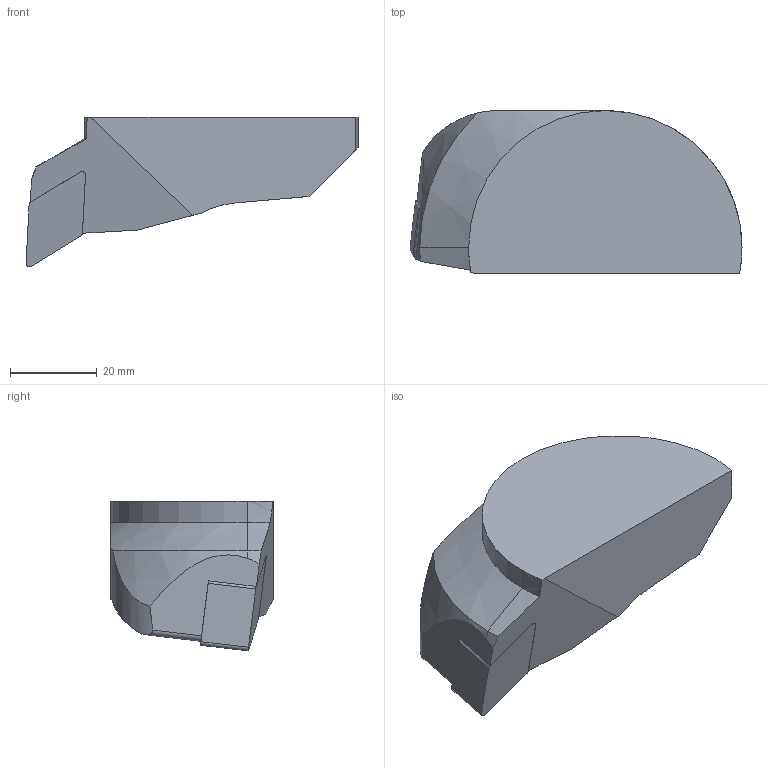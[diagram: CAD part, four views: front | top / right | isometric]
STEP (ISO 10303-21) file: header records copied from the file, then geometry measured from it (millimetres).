
FILE_DESCRIPTION((''),'1');
FILE_NAME('F63-DDJNL-45035-15.stp','2012-12-17T05:11:24',(''),(''),'Spatial Interop R18','Kubotek KeyCreator V8.5.1 (14335)',' ');
FILE_SCHEMA(('CONFIG_CONTROL_DESIGN'));
Length unit declared in the file: millimetre
Products named in the file (1): 1
Bounding box: 76.52 x 37.5 x 34.53 mm (x, y, z)
Volume: 49312.4 mm3; surface area: 8954.9 mm2
Topology: 1 solids, 1 shells, 32 faces, 86 edges, 56 vertices
Faces by surface type: plane 16, cylinder 12, cone 4
Entity records: 1086 total; most frequent: CARTESIAN_POINT 220, DIRECTION 179, ORIENTED_EDGE 172, EDGE_CURVE 86, AXIS2_PLACEMENT_3D 66, VERTEX_POINT 56, LINE 47, VECTOR 47
